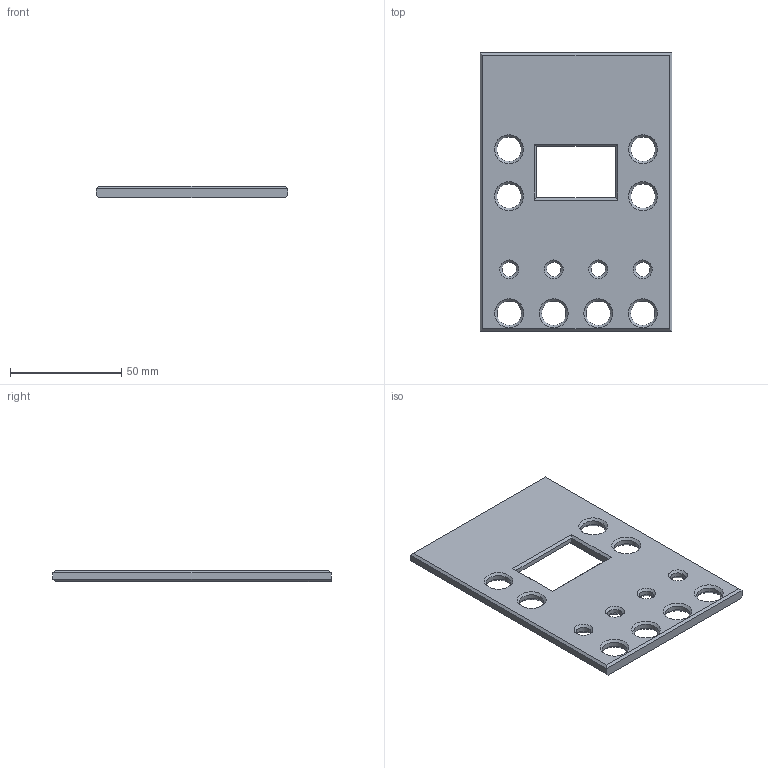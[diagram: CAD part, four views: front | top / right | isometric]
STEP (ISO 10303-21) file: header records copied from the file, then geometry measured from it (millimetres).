
FILE_DESCRIPTION(('FreeCAD Model'),'2;1');
FILE_NAME('Open CASCADE Shape Model','2025-06-05T17:27:38',(''),(''), 'Open CASCADE STEP processor 7.8','FreeCAD','Unknown');
FILE_SCHEMA(('AUTOMOTIVE_DESIGN { 1 0 10303 214 1 1 1 1 }'));
Length unit declared in the file: millimetre
Products named in the file (1): CaseTop
Bounding box: 86 x 125 x 5 mm (x, y, z)
Volume: 42923.4 mm3; surface area: 21457.5 mm2
Topology: 1 solids, 1 shells, 65 faces, 151 edges, 88 vertices
Faces by surface type: plane 29, cone 24, cylinder 12
Full cylindrical faces by diameter (mm): 6.5 x4, 11 x8
Entity records: 1883 total; most frequent: DIRECTION 331, CARTESIAN_POINT 305, ORIENTED_EDGE 302, EDGE_CURVE 151, AXIS2_PLACEMENT_3D 114, LINE 103, VECTOR 103, FACE_BOUND 91
